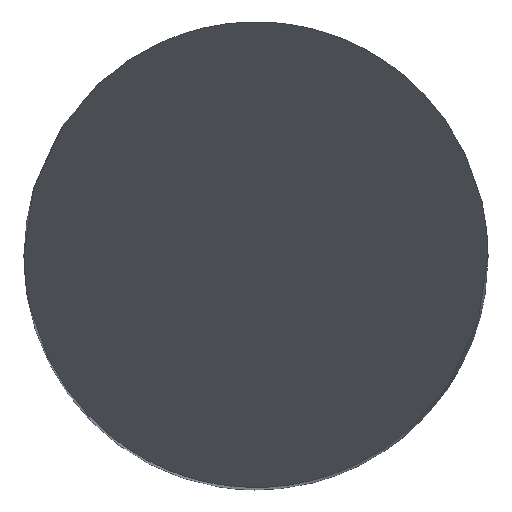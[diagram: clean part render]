
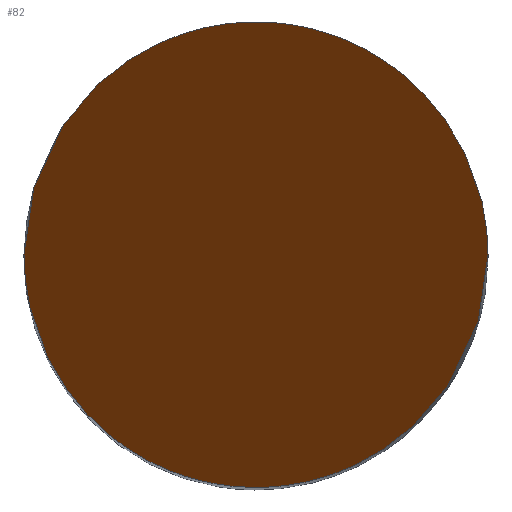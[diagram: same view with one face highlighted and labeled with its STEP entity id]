
A CAD part, top view. The second image highlights one B-rep face of the part: STEP entity #82.
In plain terms, the highlighted planar face has unit normal (0, -0.866, 0.5).
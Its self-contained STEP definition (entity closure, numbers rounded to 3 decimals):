
#55=PLANE('',#603);
#82=ADVANCED_FACE('',(#118),#55,.F.);
#118=FACE_OUTER_BOUND('',#149,.T.);
#149=EDGE_LOOP('',(#298,#299));
#298=ORIENTED_EDGE('',*,*,#474,.F.);
#299=ORIENTED_EDGE('',*,*,#448,.F.);
#399=VERTEX_POINT('',#807);
#400=VERTEX_POINT('',#812);
#448=EDGE_CURVE('',#399,#400,#541,.T.);
#474=EDGE_CURVE('',#400,#399,#545,.T.);
#541=(
BOUNDED_CURVE()
B_SPLINE_CURVE(3,(#808,#809,#810,#811),.UNSPECIFIED.,.F.,.F.)
B_SPLINE_CURVE_WITH_KNOTS((4,4),(0.,1.),.UNSPECIFIED.)
CURVE()
GEOMETRIC_REPRESENTATION_ITEM()
RATIONAL_B_SPLINE_CURVE((1.,0.333,0.333,1.))
REPRESENTATION_ITEM('')
);
#545=(
BOUNDED_CURVE()
B_SPLINE_CURVE(3,(#1071,#1072,#1073,#1074),.UNSPECIFIED.,.F.,.F.)
B_SPLINE_CURVE_WITH_KNOTS((4,4),(0.,1.),.UNSPECIFIED.)
CURVE()
GEOMETRIC_REPRESENTATION_ITEM()
RATIONAL_B_SPLINE_CURVE((1.,0.333,0.333,1.))
REPRESENTATION_ITEM('')
);
#603=AXIS2_PLACEMENT_3D('',#1110,#681,#682);
#681=DIRECTION('',(0.,0.866,-0.5));
#682=DIRECTION('',(0.,0.5,0.866));
#807=CARTESIAN_POINT('',(-2.,0.,0.));
#808=CARTESIAN_POINT('',(-2.,0.,0.));
#809=CARTESIAN_POINT('',(-2.,4.,6.928));
#810=CARTESIAN_POINT('',(2.,4.,6.928));
#811=CARTESIAN_POINT('',(2.,0.,0.));
#812=CARTESIAN_POINT('',(2.,0.,0.));
#1071=CARTESIAN_POINT('',(2.,0.,0.));
#1072=CARTESIAN_POINT('',(2.,-4.,-6.928));
#1073=CARTESIAN_POINT('',(-2.,-4.,-6.928));
#1074=CARTESIAN_POINT('',(-2.,0.,0.));
#1110=CARTESIAN_POINT('',(-2.,2.,3.464));
